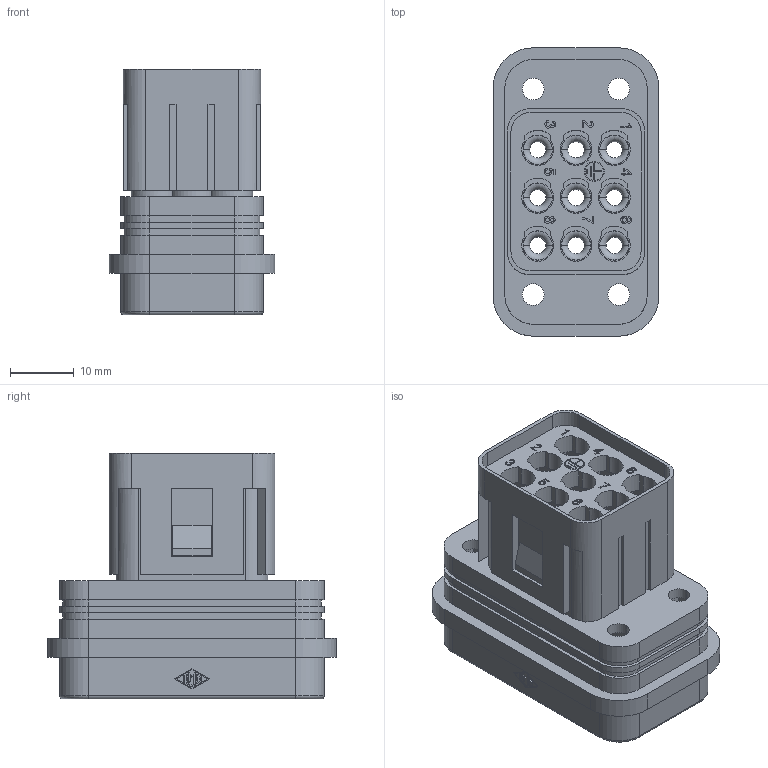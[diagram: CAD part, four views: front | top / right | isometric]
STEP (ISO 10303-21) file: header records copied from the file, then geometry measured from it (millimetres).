
FILE_DESCRIPTION(('Creo Elements/Direct Modeling STEP Export'),'2;1');
FILE_NAME('CQM 08.stp','2011-07-25T13:13:29',(''),(''),'Creo Elements/Direct Modeling STEP processor for AP214 (Solid Model)','Creo Elements/Direct Modeling 17.0C 05-Feb-2011 (C) Parametric Technology GmbH','');
FILE_SCHEMA(('AUTOMOTIVE_DESIGN { 1 0 10303 214 1 1 1 1 }'));
Length unit declared in the file: millimetre
Products named in the file (2): CQM_08
Assembly tree (1 placements, depth 2):
  CQM_08
    CQM_08
Bounding box: 26 x 45.2 x 38.5 mm (x, y, z)
Volume: 11131.7 mm3; surface area: 14886.4 mm2
Topology: 1 solids, 5 shells, 1284 faces, 3505 edges, 2318 vertices
Faces by surface type: plane 1048, cylinder 190, torus 26, cone 20
Entity records: 42903 total; most frequent: CARTESIAN_POINT 7184, ORIENTED_EDGE 7010, DIRECTION 6153, EDGE_CURVE 3505, VECTOR 3003, LINE 3003, VERTEX_POINT 2318, AXIS2_PLACEMENT_3D 1575
